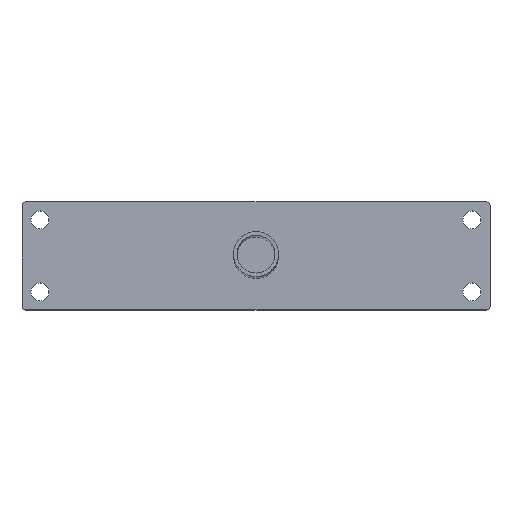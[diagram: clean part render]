
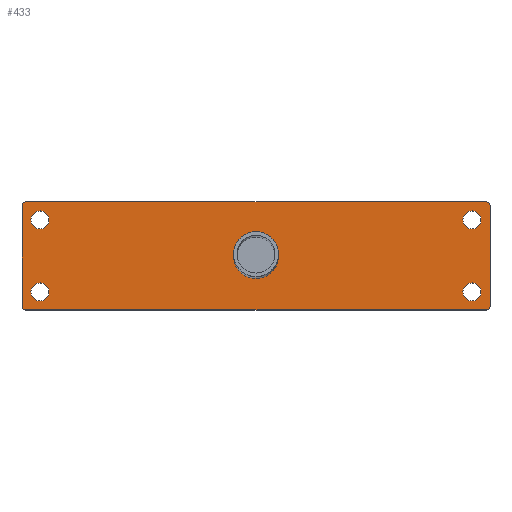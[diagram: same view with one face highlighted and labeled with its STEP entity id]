
A CAD part, top view. The second image highlights one B-rep face of the part: STEP entity #433.
In plain terms, the highlighted planar face has unit normal (0, 0, 1).
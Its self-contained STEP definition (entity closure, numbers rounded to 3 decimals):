
#143 = VERTEX_POINT('',#144);
#144 = CARTESIAN_POINT('',(128.,30.,3.));
#150 = EDGE_CURVE('',#143,#151,#153,.T.);
#151 = VERTEX_POINT('',#152);
#152 = CARTESIAN_POINT('',(-128.,30.,3.));
#153 = LINE('',#154,#155);
#154 = CARTESIAN_POINT('',(130.,30.,3.));
#155 = VECTOR('',#156,1.);
#156 = DIRECTION('',(-1.,0.,0.));
#174 = VERTEX_POINT('',#175);
#175 = CARTESIAN_POINT('',(130.,28.,3.));
#181 = EDGE_CURVE('',#143,#174,#182,.T.);
#182 = CIRCLE('',#183,2.);
#183 = AXIS2_PLACEMENT_3D('',#184,#185,#186);
#184 = CARTESIAN_POINT('',(128.,28.,3.));
#185 = DIRECTION('',(-0.,-0.,-1.));
#186 = DIRECTION('',(0.,-1.,0.));
#199 = EDGE_CURVE('',#200,#151,#202,.T.);
#200 = VERTEX_POINT('',#201);
#201 = CARTESIAN_POINT('',(-130.,28.,3.));
#202 = CIRCLE('',#203,2.);
#203 = AXIS2_PLACEMENT_3D('',#204,#205,#206);
#204 = CARTESIAN_POINT('',(-128.,28.,3.));
#205 = DIRECTION('',(-0.,-0.,-1.));
#206 = DIRECTION('',(0.,-1.,0.));
#224 = VERTEX_POINT('',#225);
#225 = CARTESIAN_POINT('',(130.,-28.,3.));
#231 = EDGE_CURVE('',#224,#174,#232,.T.);
#232 = LINE('',#233,#234);
#233 = CARTESIAN_POINT('',(130.,-30.,3.));
#234 = VECTOR('',#235,1.);
#235 = DIRECTION('',(0.,1.,0.));
#248 = EDGE_CURVE('',#200,#249,#251,.T.);
#249 = VERTEX_POINT('',#250);
#250 = CARTESIAN_POINT('',(-130.,-28.,3.));
#251 = LINE('',#252,#253);
#252 = CARTESIAN_POINT('',(-130.,30.,3.));
#253 = VECTOR('',#254,1.);
#254 = DIRECTION('',(0.,-1.,0.));
#272 = EDGE_CURVE('',#273,#224,#275,.T.);
#273 = VERTEX_POINT('',#274);
#274 = CARTESIAN_POINT('',(128.,-30.,3.));
#275 = CIRCLE('',#276,2.);
#276 = AXIS2_PLACEMENT_3D('',#277,#278,#279);
#277 = CARTESIAN_POINT('',(128.,-28.,3.));
#278 = DIRECTION('',(-0.,0.,1.));
#279 = DIRECTION('',(0.,-1.,0.));
#297 = EDGE_CURVE('',#298,#249,#300,.T.);
#298 = VERTEX_POINT('',#299);
#299 = CARTESIAN_POINT('',(-128.,-30.,3.));
#300 = CIRCLE('',#301,2.);
#301 = AXIS2_PLACEMENT_3D('',#302,#303,#304);
#302 = CARTESIAN_POINT('',(-128.,-28.,3.));
#303 = DIRECTION('',(-0.,-0.,-1.));
#304 = DIRECTION('',(0.,-1.,0.));
#322 = EDGE_CURVE('',#298,#273,#323,.T.);
#323 = LINE('',#324,#325);
#324 = CARTESIAN_POINT('',(-130.,-30.,3.));
#325 = VECTOR('',#326,1.);
#326 = DIRECTION('',(1.,0.,0.));
#338 = VERTEX_POINT('',#339);
#339 = CARTESIAN_POINT('',(-115.,-20.,3.));
#345 = EDGE_CURVE('',#338,#338,#346,.T.);
#346 = CIRCLE('',#347,5.);
#347 = AXIS2_PLACEMENT_3D('',#348,#349,#350);
#348 = CARTESIAN_POINT('',(-120.,-20.,3.));
#349 = DIRECTION('',(0.,0.,1.));
#350 = DIRECTION('',(1.,0.,0.));
#363 = VERTEX_POINT('',#364);
#364 = CARTESIAN_POINT('',(125.,-20.,3.));
#370 = EDGE_CURVE('',#363,#363,#371,.T.);
#371 = CIRCLE('',#372,5.);
#372 = AXIS2_PLACEMENT_3D('',#373,#374,#375);
#373 = CARTESIAN_POINT('',(120.,-20.,3.));
#374 = DIRECTION('',(0.,0.,1.));
#375 = DIRECTION('',(1.,0.,0.));
#388 = VERTEX_POINT('',#389);
#389 = CARTESIAN_POINT('',(-115.,20.,3.));
#395 = EDGE_CURVE('',#388,#388,#396,.T.);
#396 = CIRCLE('',#397,5.);
#397 = AXIS2_PLACEMENT_3D('',#398,#399,#400);
#398 = CARTESIAN_POINT('',(-120.,20.,3.));
#399 = DIRECTION('',(0.,0.,1.));
#400 = DIRECTION('',(1.,0.,0.));
#413 = VERTEX_POINT('',#414);
#414 = CARTESIAN_POINT('',(125.,20.,3.));
#420 = EDGE_CURVE('',#413,#413,#421,.T.);
#421 = CIRCLE('',#422,5.);
#422 = AXIS2_PLACEMENT_3D('',#423,#424,#425);
#423 = CARTESIAN_POINT('',(120.,20.,3.));
#424 = DIRECTION('',(0.,0.,1.));
#425 = DIRECTION('',(1.,0.,0.));
#433 = ADVANCED_FACE('',(#434,#444,#447,#450,#453,#464),#467,.T.);
#434 = FACE_BOUND('',#435,.T.);
#435 = EDGE_LOOP('',(#436,#437,#438,#439,#440,#441,#442,#443));
#436 = ORIENTED_EDGE('',*,*,#150,.T.);
#437 = ORIENTED_EDGE('',*,*,#199,.F.);
#438 = ORIENTED_EDGE('',*,*,#248,.T.);
#439 = ORIENTED_EDGE('',*,*,#297,.F.);
#440 = ORIENTED_EDGE('',*,*,#322,.T.);
#441 = ORIENTED_EDGE('',*,*,#272,.T.);
#442 = ORIENTED_EDGE('',*,*,#231,.T.);
#443 = ORIENTED_EDGE('',*,*,#181,.F.);
#444 = FACE_BOUND('',#445,.T.);
#445 = EDGE_LOOP('',(#446));
#446 = ORIENTED_EDGE('',*,*,#345,.F.);
#447 = FACE_BOUND('',#448,.T.);
#448 = EDGE_LOOP('',(#449));
#449 = ORIENTED_EDGE('',*,*,#370,.F.);
#450 = FACE_BOUND('',#451,.T.);
#451 = EDGE_LOOP('',(#452));
#452 = ORIENTED_EDGE('',*,*,#395,.F.);
#453 = FACE_BOUND('',#454,.T.);
#454 = EDGE_LOOP('',(#455));
#455 = ORIENTED_EDGE('',*,*,#456,.T.);
#456 = EDGE_CURVE('',#457,#457,#459,.T.);
#457 = VERTEX_POINT('',#458);
#458 = CARTESIAN_POINT('',(12.5,0.,3.));
#459 = CIRCLE('',#460,12.5);
#460 = AXIS2_PLACEMENT_3D('',#461,#462,#463);
#461 = CARTESIAN_POINT('',(0.,0.,3.));
#462 = DIRECTION('',(0.,0.,-1.));
#463 = DIRECTION('',(1.,0.,0.));
#464 = FACE_BOUND('',#465,.T.);
#465 = EDGE_LOOP('',(#466));
#466 = ORIENTED_EDGE('',*,*,#420,.F.);
#467 = PLANE('',#468);
#468 = AXIS2_PLACEMENT_3D('',#469,#470,#471);
#469 = CARTESIAN_POINT('',(0.,0.,3.));
#470 = DIRECTION('',(0.,0.,1.));
#471 = DIRECTION('',(1.,0.,0.));
